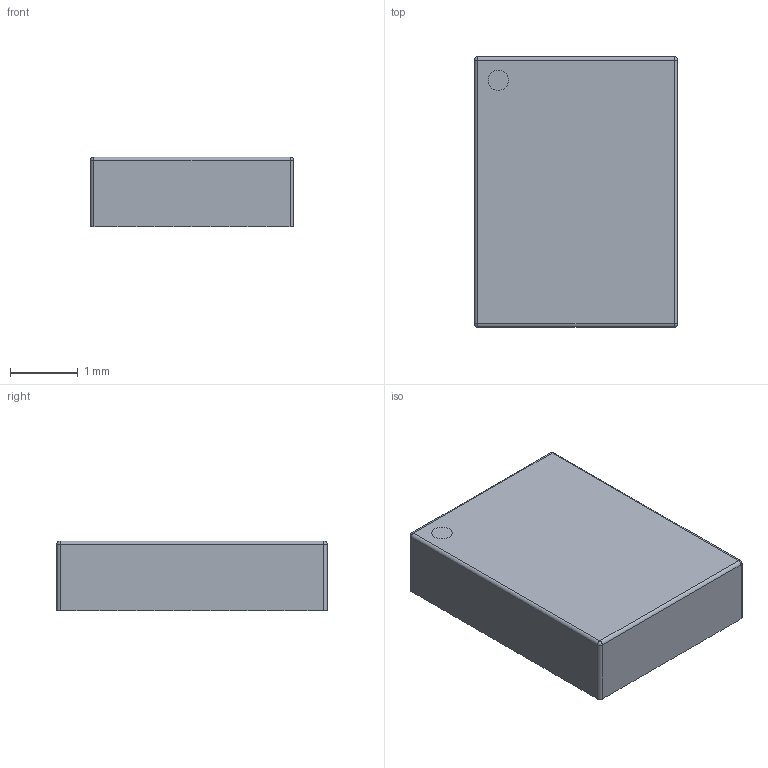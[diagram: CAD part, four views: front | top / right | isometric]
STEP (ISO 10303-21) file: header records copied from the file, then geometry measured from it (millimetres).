
FILE_DESCRIPTION (( 'STEP AP214' ), '1' );
FILE_NAME ('LT8624SAV#PBF.STEP', '2024-09-23T01:04:32', ( '' ), ( '' ), 'SwSTEP 2.0', 'SolidWorks 2023', '' );
FILE_SCHEMA (( 'AUTOMOTIVE_DESIGN' ));
Length unit declared in the file: millimetre
Products named in the file (1): LT8624SAV#PBF
Bounding box: 3 x 4 x 1.03 mm (x, y, z)
Volume: 12.4 mm3; surface area: 38 mm2
Topology: 1 solids, 1 shells, 48 faces, 215 edges, 167 vertices
Faces by surface type: plane 36, cylinder 8, sphere 4
Entity records: 2816 total; most frequent: CARTESIAN_POINT 427, ORIENTED_EDGE 422, DIRECTION 367, EDGE_CURVE 211, VERTEX_POINT 167, VECTOR 153, LINE 153, AXIS2_PLACEMENT_3D 107
